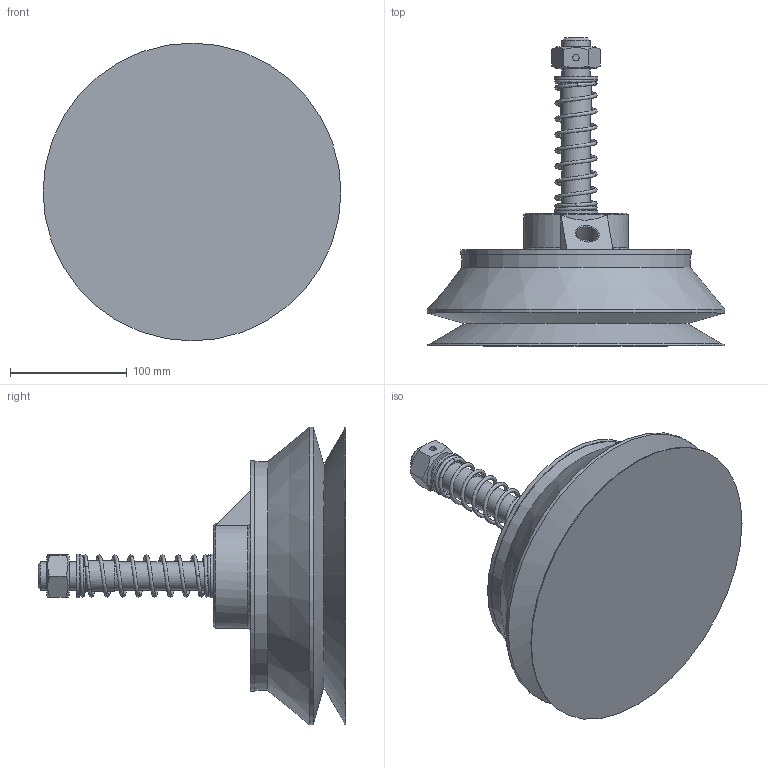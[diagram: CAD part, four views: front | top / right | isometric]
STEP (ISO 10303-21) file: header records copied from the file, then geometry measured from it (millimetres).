
FILE_DESCRIPTION(/* description */ (''),/* implementation_level */ '2;1');
FILE_NAME(/* name */ 'vfrm60255nit.stp',/* time_stamp */ '2020-10-14T12:47:48+02:00',/* author */ ('enginyeria'),/* organization */ (''),/* preprocessor_version */ 'ST-DEVELOPER v17.2',/* originating_system */ 'Autodesk Inventor 2019',/* authorisation */ '');
FILE_SCHEMA (('CONFIG_CONTROL_DESIGN'));
Length unit declared in the file: millimetre
Products named in the file (1): vfrvm60255nit
Bounding box: 254.99 x 263.5 x 254.99 mm (x, y, z)
Volume: 3435328.9 mm3; surface area: 253738.8 mm2
Topology: 1 solids, 2 shells, 70 faces, 177 edges, 125 vertices
Faces by surface type: plane 31, cylinder 17, bspline 11, cone 9, torus 2
Full cylindrical faces by diameter (mm): 5.5 x1, 18.631 x1, 24 x3, 26.667 x1, 27.5 x2, 37.5 x2, 161 x2, 196 x1, 197 x1, 255 x1
Entity records: 9072 total; most frequent: CARTESIAN_POINT 7263, ORIENTED_EDGE 354, DIRECTION 343, EDGE_CURVE 177, AXIS2_PLACEMENT_3D 150, VERTEX_POINT 125, CIRCLE 89, EDGE_LOOP 86
